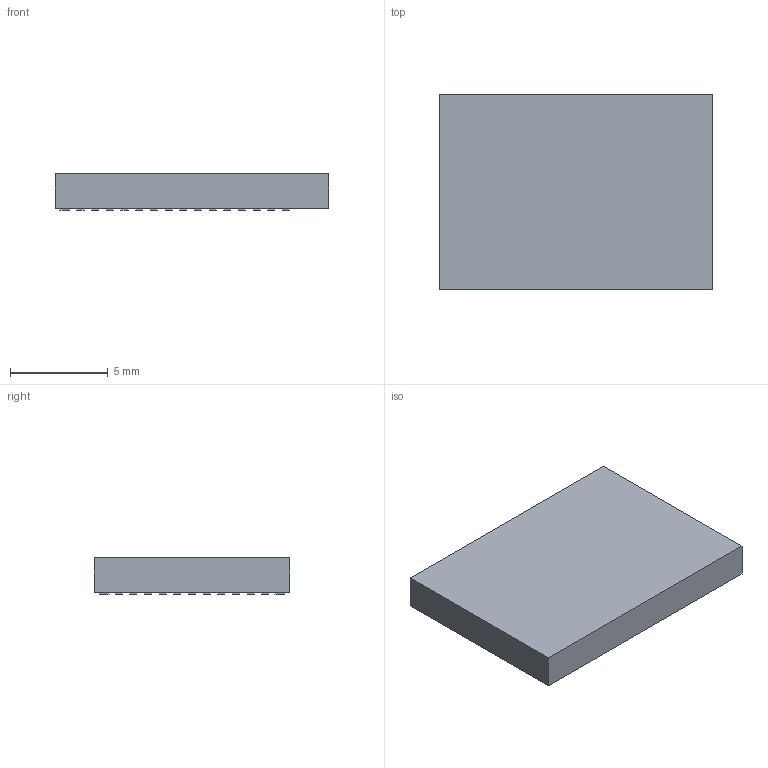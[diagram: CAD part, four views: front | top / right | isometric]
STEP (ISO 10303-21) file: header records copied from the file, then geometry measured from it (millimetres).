
FILE_DESCRIPTION(('FreeCAD Model'),'2;1');
FILE_NAME('20689568.1.2.stp','2026-01-20T20:28:14',( 'Author'),(''),'Open CASCADE STEP processor 6.9','FreeCAD','Unknown' );
FILE_SCHEMA(('AUTOMOTIVE_DESIGN { 1 0 10303 214 1 1 1 1 }'));
Length unit declared in the file: millimetre
Products named in the file (3): ASSEMBLY; Body; Pins
Assembly tree (2 placements, depth 2):
  ASSEMBLY
    Body
    Pins
Bounding box: 14 x 10 x 1.85 mm (x, y, z)
Volume: 245.7 mm3; surface area: 385.1 mm2
Topology: 40 solids, 40 shells, 240 faces, 480 edges, 320 vertices
Faces by surface type: plane 240
Entity records: 12656 total; most frequent: CARTESIAN_POINT 2003, DIRECTION 1926, LINE 1440, VECTOR 1440, ORIENTED_EDGE 960, PCURVE 960, DEFINITIONAL_REPRESENTATION 960, EDGE_CURVE 480
